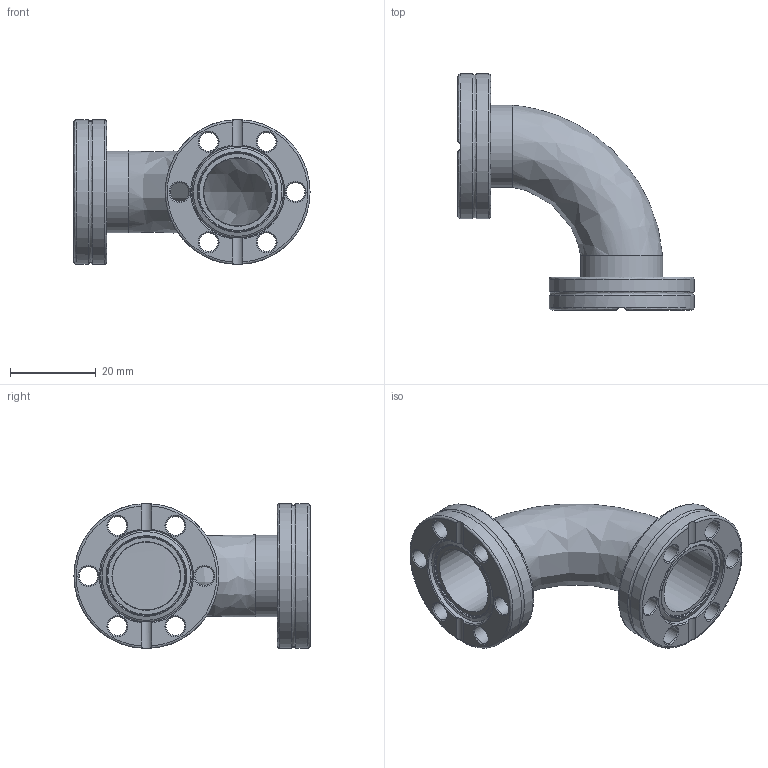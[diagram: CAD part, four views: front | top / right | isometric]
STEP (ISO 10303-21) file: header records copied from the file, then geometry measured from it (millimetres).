
FILE_DESCRIPTION (( 'STEP AP214' ), '1' );
FILE_NAME ('C901CF16R FULLVAC.STEP', '2019-11-19T14:53:24', ( '' ), ( '' ), 'SwSTEP 2.0', 'SolidWorks 2017', '' );
FILE_SCHEMA (( 'AUTOMOTIVE_DESIGN' ));
Length unit declared in the file: millimetre
Products named in the file (4): 3^C901CF16R FULLVAC; 2^C901CF16R FULLVAC; C901CF16R FULLVAC; 1^C901CF16R FULLVAC
Assembly tree (5 placements, depth 2):
  C901CF16R FULLVAC
    1^C901CF16R FULLVAC
    2^C901CF16R FULLVAC  x2
    3^C901CF16R FULLVAC  x2
Bounding box: 54.95 x 54.95 x 33.7 mm (x, y, z)
Volume: 9487.1 mm3; surface area: 11549.4 mm2
Topology: 4 solids, 5 shells, 108 faces, 283 edges, 188 vertices
Faces by surface type: bspline 32, cone 30, cylinder 30, plane 16
Full cylindrical faces by diameter (mm): 4.37 x12, 16 x2, 19.05 x2, 19.41 x2, 21.29 x2, 21.41 x2, 33.7 x4
Entity records: 4170 total; most frequent: CARTESIAN_POINT 2427, DIRECTION 190, ORIENTED_EDGE 153, EDGE_LOOP 115, AXIS2_PLACEMENT_3D 93, FACE_OUTER_BOUND 81, EDGE_CURVE 77, VERTEX_POINT 69
